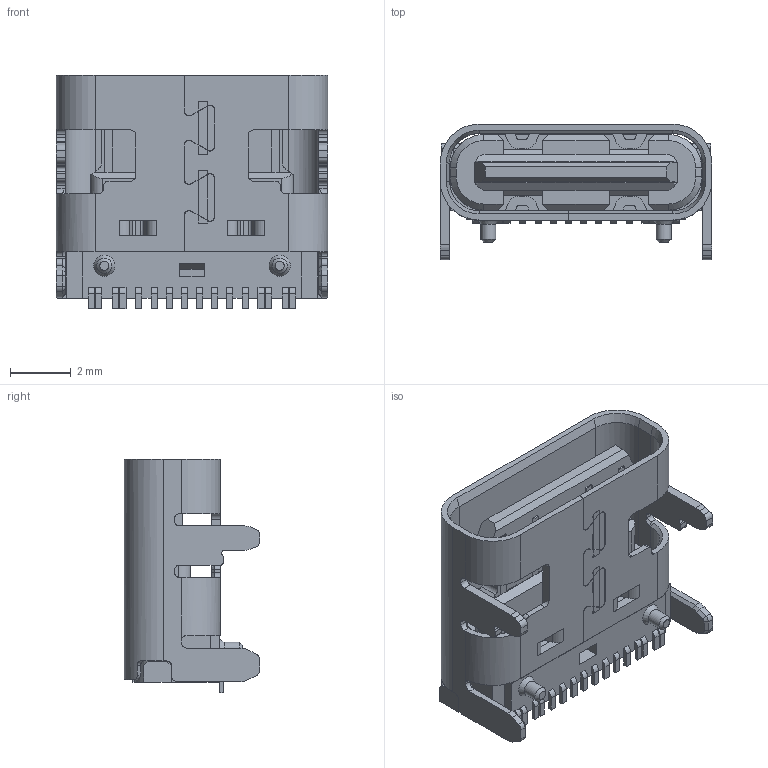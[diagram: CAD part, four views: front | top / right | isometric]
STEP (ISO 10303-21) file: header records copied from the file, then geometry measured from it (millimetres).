
FILE_DESCRIPTION( ( 'STEP AP214' ), '1' );
FILE_NAME( 'USB4105-GF-A-120.stp', '2022-03-13T22:38:33', ( 'License CC BY-ND 4.0' ), ( 'CADENAS' ), ' ', 'PARTsolutions', ' ' );
FILE_SCHEMA( ( 'AUTOMOTIVE_DESIGN { 1 0 10303 214 1 1 1 1 }' ) );
Length unit declared in the file: millimetre
Products named in the file (3): USB4105-GF-A-120; Move Face1; Imported1
Assembly tree (2 placements, depth 2):
  USB4105-GF-A-120
    Move Face1
    Imported1
Bounding box: 8.94 x 4.46 x 7.7 mm (x, y, z)
Volume: 114 mm3; surface area: 486.9 mm2
Topology: 2 solids, 2 shells, 829 faces, 2357 edges, 1528 vertices
Faces by surface type: plane 620, cylinder 158, cone 42, bspline 9
Full cylindrical faces by diameter (mm): 0.5 x2
Entity records: 33943 total; most frequent: CARTESIAN_POINT 5972, ORIENTED_EDGE 4692, DIRECTION 4095, EDGE_CURVE 2346, LINE 1783, VECTOR 1783, VERTEX_POINT 1523, AXIS2_PLACEMENT_3D 1156
